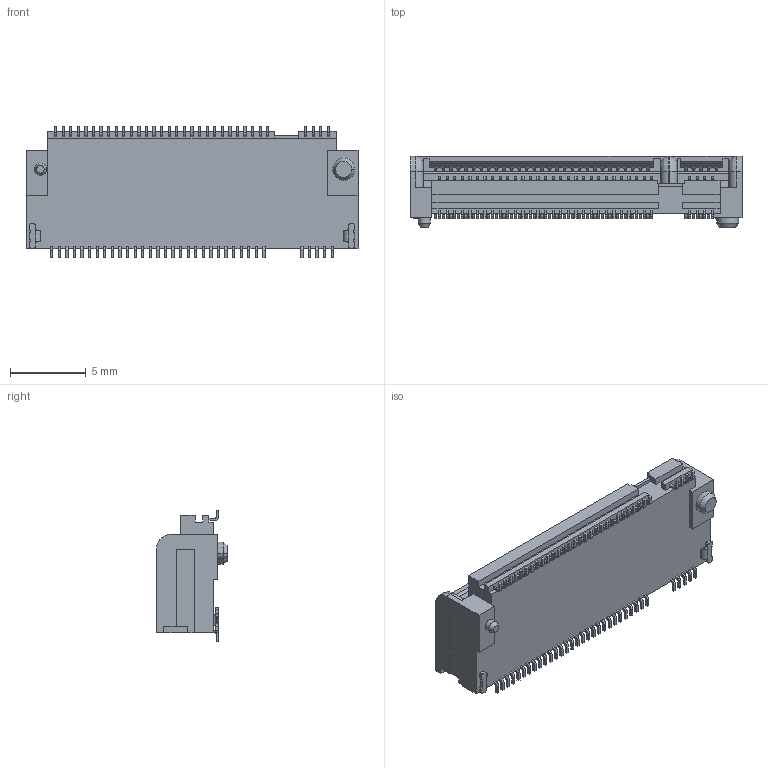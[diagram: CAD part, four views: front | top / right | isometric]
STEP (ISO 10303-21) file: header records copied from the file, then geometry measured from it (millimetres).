
FILE_DESCRIPTION(('Open CASCADE Model'),'2;1');
FILE_NAME('Open CASCADE Shape Model','2024-04-16T21:09:41',('Author'),( 'Open CASCADE'),'Open CASCADE STEP processor 7.5','Open CASCADE 7.5' ,'Unknown');
FILE_SCHEMA(('AUTOMOTIVE_DESIGN { 1 0 10303 214 1 1 1 1 }'));
Length unit declared in the file: millimetre
Products named in the file (2): PCB; c-1-2199230-6-b3-3d.stp
Assembly tree (1 placements, depth 2):
  PCB
    c-1-2199230-6-b3-3d.stp
Bounding box: 21.9 x 4.7 x 8.7 mm (x, y, z)
Volume: 499.7 mm3; surface area: 756.8 mm2
Topology: 1 solids, 1 shells, 1373 faces, 3785 edges, 2517 vertices
Faces by surface type: plane 1100, cylinder 265, cone 4, bspline 3, torus 1
Entity records: 43618 total; most frequent: CARTESIAN_POINT 8023, ORIENTED_EDGE 7570, DIRECTION 7051, EDGE_CURVE 3785, LINE 3231, VECTOR 3231, VERTEX_POINT 2517, AXIS2_PLACEMENT_3D 1910
